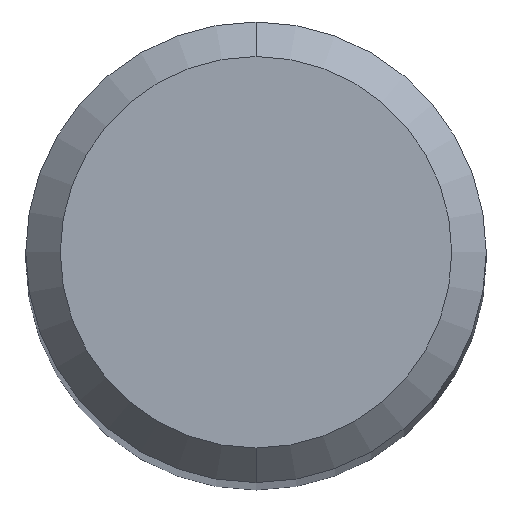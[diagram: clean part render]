
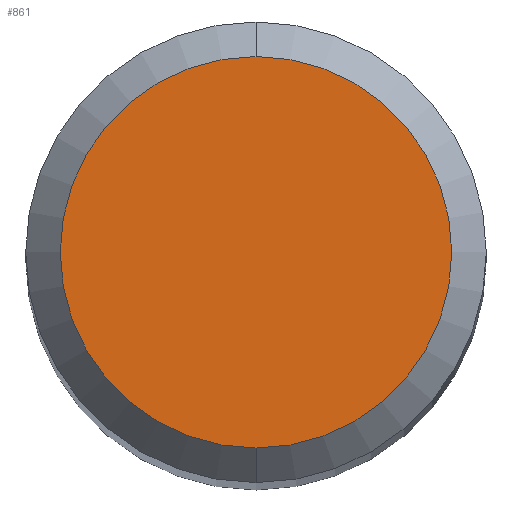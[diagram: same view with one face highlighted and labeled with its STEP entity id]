
A CAD part, top view. The second image highlights one B-rep face of the part: STEP entity #861.
In plain terms, the highlighted planar face has unit normal (0, 0, 1).
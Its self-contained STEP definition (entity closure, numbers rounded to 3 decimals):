
#365=VERTEX_POINT('',#1028);
#583=EDGE_CURVE('',#839,#365,#1270,.T.);
#839=VERTEX_POINT('',#1551);
#861=ADVANCED_FACE('',(#1573),#1574,.T.);
#983=EDGE_CURVE('',#365,#839,#1703,.T.);
#1028=CARTESIAN_POINT('',(0.0,1.7,0.0));
#1270=CIRCLE('',#3003,1.7);
#1551=CARTESIAN_POINT('',(0.,-1.7,0.0));
#1573=FACE_OUTER_BOUND('',#3935,.T.);
#1574=PLANE('',#3936);
#1703=CIRCLE('',#4424,1.7);
#3003=AXIS2_PLACEMENT_3D('',#4799,#4800,#4801);
#3935=EDGE_LOOP('',(#5155,#5156));
#3936=AXIS2_PLACEMENT_3D('',#5157,#5158,#5159);
#4424=AXIS2_PLACEMENT_3D('',#5273,#5274,#5275);
#4799=CARTESIAN_POINT('',(0.0,0.0,0.0));
#4800=DIRECTION('',(0.0,0.0,-1.0));
#4801=DIRECTION('',(0.0,1.0,0.0));
#5155=ORIENTED_EDGE('',*,*,#983,.F.);
#5156=ORIENTED_EDGE('',*,*,#583,.F.);
#5157=CARTESIAN_POINT('',(0.0,0.85,0.0));
#5158=DIRECTION('',(-0.0,0.0,1.0));
#5159=DIRECTION('',(0.0,-1.0,0.0));
#5273=CARTESIAN_POINT('',(0.0,0.0,0.0));
#5274=DIRECTION('',(0.0,0.0,-1.0));
#5275=DIRECTION('',(0.0,1.0,0.0));
